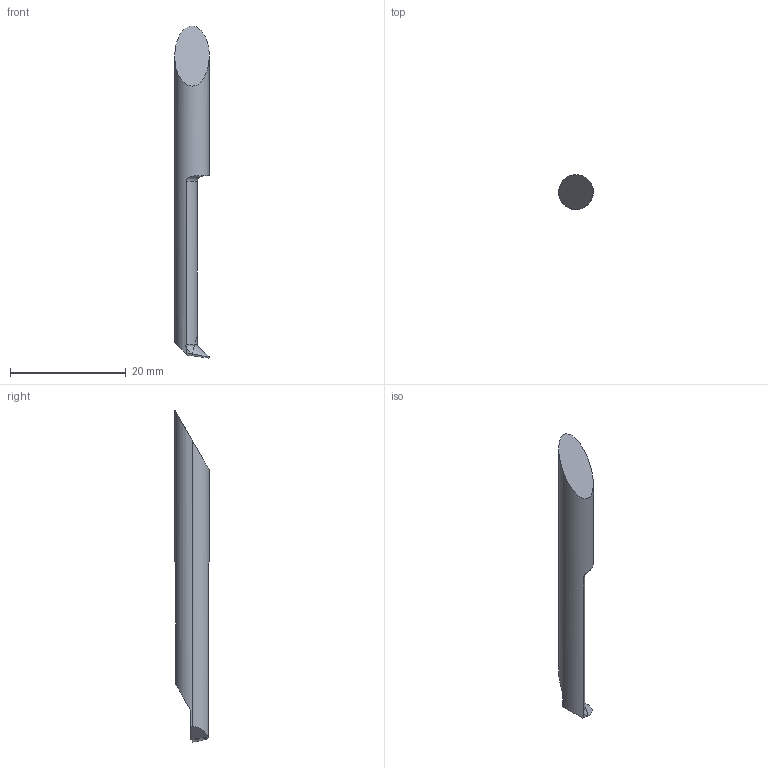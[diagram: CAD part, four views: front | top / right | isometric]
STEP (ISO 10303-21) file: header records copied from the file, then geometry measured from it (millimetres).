
FILE_DESCRIPTION(/* description */ (''),/* implementation_level */ '2;1');
FILE_NAME(/* name */ '1637815747704.stp',/* time_stamp */ '2021-11-25T10:19:18+06:00',/* author */ (''),/* organization */ ('SMS'),/* preprocessor_version */ 'ST-DEVELOPER v16.7',/* originating_system */ 'SIEMENS PLM Software NX 12.0',/* authorisation */ '');
FILE_SCHEMA (('AUTOMOTIVE_DESIGN { 1 0 10303 214 3 1 1 1 }'));
Length unit declared in the file: millimetre
Products named in the file (1): 203802053mod000_00
Bounding box: 6 x 6 x 57.45 mm (x, y, z)
Volume: 1041.1 mm3; surface area: 920.6 mm2
Topology: 2 solids, 2 shells, 26 faces, 67 edges, 49 vertices
Faces by surface type: cylinder 10, plane 9, torus 4, bspline 2, cone 1
Entity records: 1574 total; most frequent: CARTESIAN_POINT 934, ORIENTED_EDGE 132, DIRECTION 102, EDGE_CURVE 66, VERTEX_POINT 44, AXIS2_PLACEMENT_3D 42, ADVANCED_FACE 26, FACE_OUTER_BOUND 26
